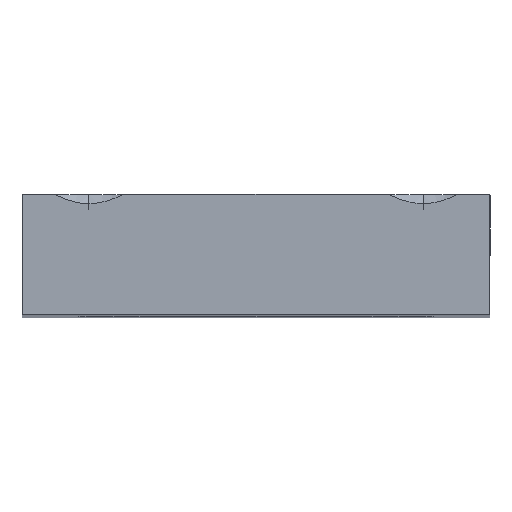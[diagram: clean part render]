
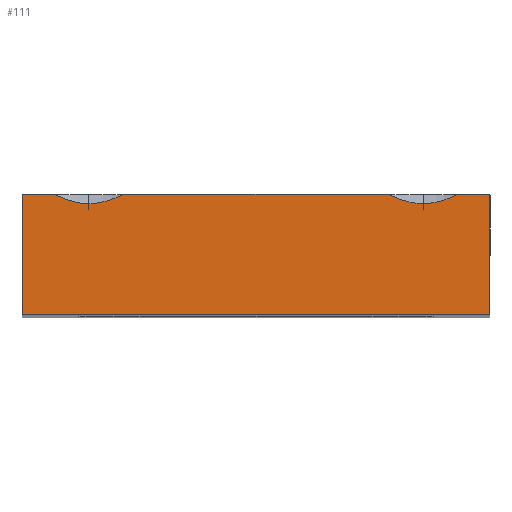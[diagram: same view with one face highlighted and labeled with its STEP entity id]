
A CAD part, top view. The second image highlights one B-rep face of the part: STEP entity #111.
In plain terms, the highlighted planar face has unit normal (0, 0, 1).
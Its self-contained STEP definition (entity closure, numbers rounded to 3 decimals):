
#5 = EDGE_CURVE ( 'NONE', #936, #599, #1160, .T. ) ;
#10 = DIRECTION ( 'NONE',  ( 1., 0., 0. ) ) ;
#12 = CARTESIAN_POINT ( 'NONE',  ( -17.5, 4.5, 66. ) ) ;
#16 = ORIENTED_EDGE ( 'NONE', *, *, #384, .T. ) ;
#31 = ORIENTED_EDGE ( 'NONE', *, *, #327, .F. ) ;
#33 = CARTESIAN_POINT ( 'NONE',  ( -12.274, 3.8, 66. ) ) ;
#50 = CARTESIAN_POINT ( 'NONE',  ( 12.5, 3.8, 66. ) ) ;
#52 = CARTESIAN_POINT ( 'NONE',  ( 0., 0., 66. ) ) ;
#70 = CARTESIAN_POINT ( 'NONE',  ( -17.5, 4.5, 66. ) ) ;
#111 = ADVANCED_FACE ( 'NONE', ( #1089 ), #430, .T. ) ;
#115 = ORIENTED_EDGE ( 'NONE', *, *, #1126, .T. ) ;
#130 = CARTESIAN_POINT ( 'NONE',  ( -10.722, 4.121, 66. ) ) ;
#133 = EDGE_CURVE ( 'NONE', #582, #433, #1095, .T. ) ;
#135 = VECTOR ( 'NONE', #245, 1000. ) ;
#154 = VECTOR ( 'NONE', #331, 1000. ) ;
#160 = CARTESIAN_POINT ( 'NONE',  ( 12.959, 3.8, 66. ) ) ;
#164 = CARTESIAN_POINT ( 'NONE',  ( -12.952, 3.817, 66. ) ) ;
#184 = CARTESIAN_POINT ( 'NONE',  ( 12.043, 3.818, 66. ) ) ;
#192 = CARTESIAN_POINT ( 'NONE',  ( 9.894, 4.5, 66. ) ) ;
#212 = VECTOR ( 'NONE', #10, 1000. ) ;
#245 = DIRECTION ( 'NONE',  ( -1., 0., 0. ) ) ;
#247 = EDGE_CURVE ( 'NONE', #896, #755, #487, .T. ) ;
#259 = LINE ( 'NONE', #532, #642 ) ;
#268 = CARTESIAN_POINT ( 'NONE',  ( 9.894, 4.5, 66. ) ) ;
#283 = CARTESIAN_POINT ( 'NONE',  ( 12.271, 3.8, 66. ) ) ;
#297 = CARTESIAN_POINT ( 'NONE',  ( 10.723, 4.12, 66. ) ) ;
#304 = CARTESIAN_POINT ( 'NONE',  ( 11.376, 3.934, 66. ) ) ;
#309 = VERTEX_POINT ( 'NONE', #70 ) ;
#316 = VECTOR ( 'NONE', #679, 1000. ) ;
#319 = EDGE_CURVE ( 'NONE', #860, #462, #672, .T. ) ;
#327 = EDGE_CURVE ( 'NONE', #582, #860, #811, .T. ) ;
#331 = DIRECTION ( 'NONE',  ( -1., 0., 0. ) ) ;
#340 = DIRECTION ( 'NONE',  ( 0., 0., 1. ) ) ;
#368 = CARTESIAN_POINT ( 'NONE',  ( -15.106, 4.5, 66. ) ) ;
#378 = LINE ( 'NONE', #12, #1082 ) ;
#379 = ORIENTED_EDGE ( 'NONE', *, *, #521, .T. ) ;
#381 = CARTESIAN_POINT ( 'NONE',  ( 14.06, 4.058, 66. ) ) ;
#384 = EDGE_CURVE ( 'NONE', #844, #462, #1037, .T. ) ;
#395 = CARTESIAN_POINT ( 'NONE',  ( 12.5, 3.8, 66. ) ) ;
#430 = PLANE ( 'NONE',  #888 ) ;
#433 = VERTEX_POINT ( 'NONE', #590 ) ;
#454 = DIRECTION ( 'NONE',  ( 0., 1., 0. ) ) ;
#462 = VERTEX_POINT ( 'NONE', #999 ) ;
#467 = B_SPLINE_CURVE_WITH_KNOTS ( 'NONE', 3,
 ( #613, #33, #781, #787, #993, #130, #518, #1166 ),
 .UNSPECIFIED., .F., .F.,
 ( 4, 2, 2, 4 ),
 ( 0.01, 0.01, 0.011, 0.012 ),
 .UNSPECIFIED. ) ;
#487 = B_SPLINE_CURVE_WITH_KNOTS ( 'NONE', 3,
 ( #368, #920, #1111, #743, #1012, #164, #840, #558 ),
 .UNSPECIFIED., .F., .F.,
 ( 4, 2, 2, 4 ),
 ( 0.007, 0.008, 0.009, 0.01 ),
 .UNSPECIFIED. ) ;
#493 = CARTESIAN_POINT ( 'NONE',  ( 15.106, 4.5, 66. ) ) ;
#499 = CARTESIAN_POINT ( 'NONE',  ( 14.699, 4.305, 66. ) ) ;
#518 = CARTESIAN_POINT ( 'NONE',  ( -10.298, 4.298, 66. ) ) ;
#521 = EDGE_CURVE ( 'NONE', #896, #309, #691, .T. ) ;
#532 = CARTESIAN_POINT ( 'NONE',  ( 17.5, 4.5, 66. ) ) ;
#557 = CARTESIAN_POINT ( 'NONE',  ( 17.5, -4.5, 66. ) ) ;
#558 = CARTESIAN_POINT ( 'NONE',  ( -12.5, 3.8, 66. ) ) ;
#559 = ORIENTED_EDGE ( 'NONE', *, *, #133, .T. ) ;
#582 = VERTEX_POINT ( 'NONE', #268 ) ;
#590 = CARTESIAN_POINT ( 'NONE',  ( -9.894, 4.5, 66. ) ) ;
#599 = VERTEX_POINT ( 'NONE', #557 ) ;
#613 = CARTESIAN_POINT ( 'NONE',  ( -12.5, 3.8, 66. ) ) ;
#615 = DIRECTION ( 'NONE',  ( 1., 0., 0. ) ) ;
#630 = CARTESIAN_POINT ( 'NONE',  ( 12.5, 3.8, 66. ) ) ;
#642 = VECTOR ( 'NONE', #454, 1000. ) ;
#672 = B_SPLINE_CURVE_WITH_KNOTS ( 'NONE', 3,
 ( #630, #160, #825, #381, #1058, #499, #774, #493 ),
 .UNSPECIFIED., .F., .F.,
 ( 4, 2, 2, 4 ),
 ( 0.026, 0.027, 0.028, 0.029 ),
 .UNSPECIFIED. ) ;
#679 = DIRECTION ( 'NONE',  ( -1., 0., 0. ) ) ;
#691 = LINE ( 'NONE', #1179, #154 ) ;
#700 = CARTESIAN_POINT ( 'NONE',  ( 17.5, 4.5, 66. ) ) ;
#720 = EDGE_LOOP ( 'NONE', ( #31, #559, #797, #728, #379, #115, #1073, #842, #16, #863 ) ) ;
#728 = ORIENTED_EDGE ( 'NONE', *, *, #247, .F. ) ;
#743 = CARTESIAN_POINT ( 'NONE',  ( -13.627, 3.934, 66. ) ) ;
#755 = VERTEX_POINT ( 'NONE', #756 ) ;
#756 = CARTESIAN_POINT ( 'NONE',  ( -12.5, 3.8, 66. ) ) ;
#763 = CARTESIAN_POINT ( 'NONE',  ( -17.5, 4.5, 66. ) ) ;
#774 = CARTESIAN_POINT ( 'NONE',  ( 14.904, 4.399, 66. ) ) ;
#781 = CARTESIAN_POINT ( 'NONE',  ( -12.046, 3.817, 66. ) ) ;
#787 = CARTESIAN_POINT ( 'NONE',  ( -11.595, 3.885, 66. ) ) ;
#797 = ORIENTED_EDGE ( 'NONE', *, *, #911, .F. ) ;
#803 = CARTESIAN_POINT ( 'NONE',  ( -15.106, 4.5, 66. ) ) ;
#811 = B_SPLINE_CURVE_WITH_KNOTS ( 'NONE', 3,
 ( #192, #965, #297, #304, #952, #184, #283, #395 ),
 .UNSPECIFIED., .F., .F.,
 ( 4, 2, 2, 4 ),
 ( 0.023, 0.025, 0.025, 0.026 ),
 .UNSPECIFIED. ) ;
#825 = CARTESIAN_POINT ( 'NONE',  ( 13.405, 3.871, 66. ) ) ;
#840 = CARTESIAN_POINT ( 'NONE',  ( -12.726, 3.8, 66. ) ) ;
#842 = ORIENTED_EDGE ( 'NONE', *, *, #1026, .T. ) ;
#844 = VERTEX_POINT ( 'NONE', #700 ) ;
#860 = VERTEX_POINT ( 'NONE', #50 ) ;
#863 = ORIENTED_EDGE ( 'NONE', *, *, #319, .F. ) ;
#867 = CARTESIAN_POINT ( 'NONE',  ( -17.5, -4.5, 66. ) ) ;
#868 = DIRECTION ( 'NONE',  ( 0., -1., 0. ) ) ;
#888 = AXIS2_PLACEMENT_3D ( 'NONE', #52, #340, #615 ) ;
#896 = VERTEX_POINT ( 'NONE', #803 ) ;
#904 = CARTESIAN_POINT ( 'NONE',  ( -17.5, 4.5, 66. ) ) ;
#911 = EDGE_CURVE ( 'NONE', #755, #433, #467, .T. ) ;
#920 = CARTESIAN_POINT ( 'NONE',  ( -14.7, 4.297, 66. ) ) ;
#936 = VERTEX_POINT ( 'NONE', #1100 ) ;
#952 = CARTESIAN_POINT ( 'NONE',  ( 11.596, 3.885, 66. ) ) ;
#965 = CARTESIAN_POINT ( 'NONE',  ( 10.298, 4.298, 66. ) ) ;
#993 = CARTESIAN_POINT ( 'NONE',  ( -11.374, 3.934, 66. ) ) ;
#999 = CARTESIAN_POINT ( 'NONE',  ( 15.106, 4.5, 66. ) ) ;
#1012 = CARTESIAN_POINT ( 'NONE',  ( -13.401, 3.884, 66. ) ) ;
#1026 = EDGE_CURVE ( 'NONE', #599, #844, #259, .T. ) ;
#1037 = LINE ( 'NONE', #763, #316 ) ;
#1058 = CARTESIAN_POINT ( 'NONE',  ( 14.277, 4.134, 66. ) ) ;
#1073 = ORIENTED_EDGE ( 'NONE', *, *, #5, .T. ) ;
#1082 = VECTOR ( 'NONE', #868, 1000. ) ;
#1089 = FACE_OUTER_BOUND ( 'NONE', #720, .T. ) ;
#1095 = LINE ( 'NONE', #904, #135 ) ;
#1100 = CARTESIAN_POINT ( 'NONE',  ( -17.5, -4.5, 66. ) ) ;
#1111 = CARTESIAN_POINT ( 'NONE',  ( -14.283, 4.122, 66. ) ) ;
#1126 = EDGE_CURVE ( 'NONE', #309, #936, #378, .T. ) ;
#1160 = LINE ( 'NONE', #867, #212 ) ;
#1166 = CARTESIAN_POINT ( 'NONE',  ( -9.894, 4.5, 66. ) ) ;
#1179 = CARTESIAN_POINT ( 'NONE',  ( -17.5, 4.5, 66. ) ) ;
